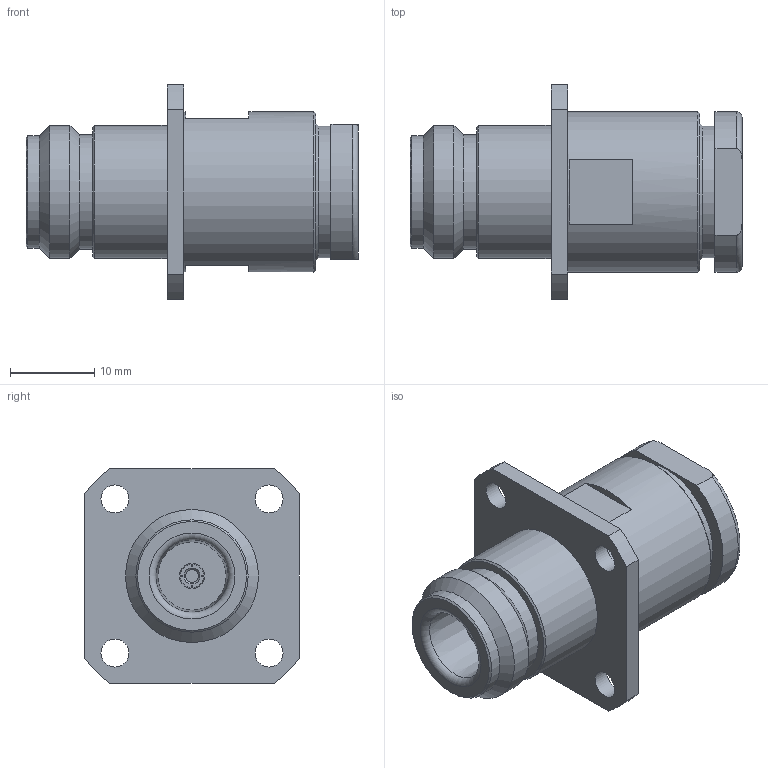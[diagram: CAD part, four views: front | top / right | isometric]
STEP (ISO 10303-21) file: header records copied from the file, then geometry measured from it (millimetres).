
FILE_DESCRIPTION (( 'STEP AP203' ), '1' );
FILE_NAME ('R161.270.000P.STEP', '2012-05-07T07:05:40', ( 'radiall' ), ( 'Microsoft' ), 'SwSTEP 2.0', 'SolidWorks 2011', '' );
FILE_SCHEMA (( 'CONFIG_CONTROL_DESIGN' ));
Length unit declared in the file: inch
Products named in the file (1): R161.270.000P
Bounding box: 39.31 x 25.4 x 25.4 mm (x, y, z)
Volume: 9183.6 mm3; surface area: 3947.9 mm2
Topology: 1 solids, 1 shells, 72 faces, 170 edges, 112 vertices
Faces by surface type: plane 29, cone 23, cylinder 16, torus 4
Full cylindrical faces by diameter (mm): 3.3 x4, 13.3 x1, 13.5 x1, 15.6 x1, 15.75 x2, 19 x1
Entity records: 2132 total; most frequent: CARTESIAN_POINT 504, DIRECTION 320, ORIENTED_EDGE 286, EDGE_CURVE 143, AXIS2_PLACEMENT_3D 140, EDGE_LOOP 112, VERTEX_POINT 105, FACE_OUTER_BOUND 84
